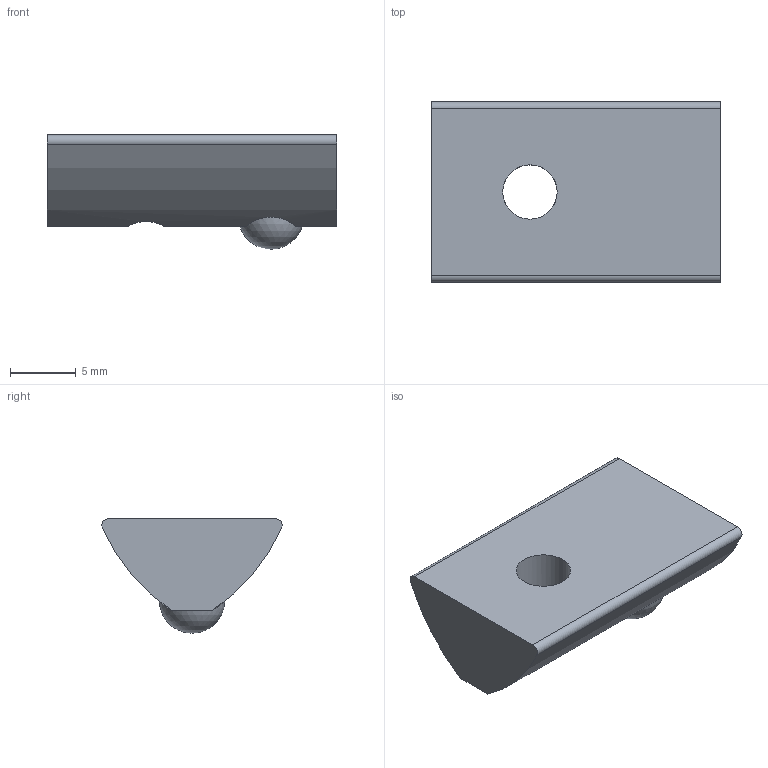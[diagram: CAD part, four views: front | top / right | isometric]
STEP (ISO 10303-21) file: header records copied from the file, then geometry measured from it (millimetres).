
FILE_DESCRIPTION(/* description */ ('STEP AP214'),/* implementation_level */ '2;1');
FILE_NAME(/* name */ '1008380.stp',/* time_stamp */ '2024-05-01T08:58:41+02:00',/* author */ ('b.steehouwer'),/* organization */ ('CADENAS'),/* preprocessor_version */ 'ST-DEVELOPER v18.1',/* originating_system */ 'Autodesk Inventor 2021',/* authorisation */ ' ');
FILE_SCHEMA (('AUTOMOTIVE_DESIGN { 1 0 10303 214 3 1 1 }'));
Length unit declared in the file: millimetre
Products named in the file (1): 1008380
Bounding box: 22 x 13.7 x 8.7 mm (x, y, z)
Volume: 1425.2 mm3; surface area: 965.7 mm2
Topology: 1 solids, 1 shells, 12 faces, 36 edges, 24 vertices
Faces by surface type: plane 6, cylinder 5, sphere 1
Full cylindrical faces by diameter (mm): 4.134 x1
Entity records: 540 total; most frequent: CARTESIAN_POINT 134, DIRECTION 73, ORIENTED_EDGE 70, EDGE_CURVE 35, AXIS2_PLACEMENT_3D 29, VERTEX_POINT 24, CIRCLE 16, LINE 15
